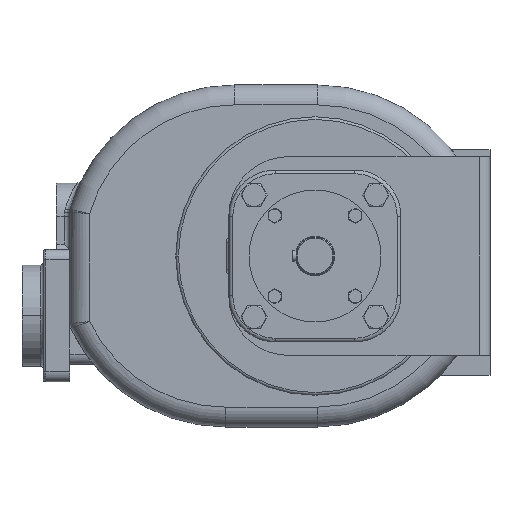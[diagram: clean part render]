
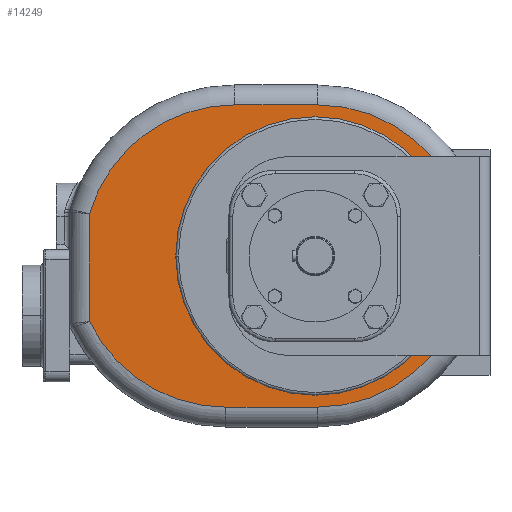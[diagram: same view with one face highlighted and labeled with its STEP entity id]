
A CAD part, left-side view. The second image highlights one B-rep face of the part: STEP entity #14249.
In plain terms, the highlighted planar face has unit normal (-1, 0, 0).
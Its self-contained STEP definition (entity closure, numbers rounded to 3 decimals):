
#1066=CARTESIAN_POINT('',(206.5,0.,0.));
#1067=DIRECTION('',(-1.,0.,0.));
#1068=DIRECTION('',(0.,0.,-1.));
#1069=AXIS2_PLACEMENT_3D('',#1066,#1067,#1068);
#1081=DIRECTION('',(0.,0.,-1.));
#1082=VECTOR('',#1081,81.441);
#1083=CARTESIAN_POINT('',(206.5,170.,32.012));
#1084=LINE('',#1083,#1082);
#1085=CARTESIAN_POINT('',(206.5,60.587,0.));
#1086=DIRECTION('',(-1.,0.,0.));
#1087=DIRECTION('',(0.,0.,1.));
#1088=AXIS2_PLACEMENT_3D('',#1085,#1086,#1087);
#1090=DIRECTION('',(0.,1.,0.));
#1091=VECTOR('',#1090,62.587);
#1092=CARTESIAN_POINT('',(206.5,-2.,114.));
#1093=LINE('',#1092,#1091);
#1094=CARTESIAN_POINT('',(206.5,-2.,0.));
#1095=DIRECTION('',(-1.,0.,0.));
#1096=DIRECTION('',(0.,0.,-1.));
#1097=AXIS2_PLACEMENT_3D('',#1094,#1095,#1096);
#1099=DIRECTION('',(0.,-1.,0.));
#1100=VECTOR('',#1099,69.273);
#1101=CARTESIAN_POINT('',(206.5,67.273,-114.));
#1102=LINE('',#1101,#1100);
#1103=CARTESIAN_POINT('',(206.5,67.273,0.));
#1104=DIRECTION('',(-1.,0.,0.));
#1105=DIRECTION('',(0.,0.901,-0.434));
#1106=AXIS2_PLACEMENT_3D('',#1103,#1104,#1105);
#3967=CARTESIAN_POINT('',(206.5,0.,0.));
#3968=DIRECTION('',(-1.,0.,0.));
#3969=DIRECTION('',(0.,0.,1.));
#3970=AXIS2_PLACEMENT_3D('',#3967,#3968,#3969);
#13264=CARTESIAN_POINT('',(206.5,170.,32.012));
#13265=CARTESIAN_POINT('',(206.5,170.,-49.428));
#13266=VERTEX_POINT('',#13264);
#13267=VERTEX_POINT('',#13265);
#13268=CARTESIAN_POINT('',(206.5,67.273,-114.));
#13269=VERTEX_POINT('',#13268);
#13274=CARTESIAN_POINT('',(206.5,-2.,-114.));
#13275=VERTEX_POINT('',#13274);
#13278=CARTESIAN_POINT('',(206.5,-2.,114.));
#13279=VERTEX_POINT('',#13278);
#13282=CARTESIAN_POINT('',(206.5,60.587,114.));
#13283=VERTEX_POINT('',#13282);
#13375=CARTESIAN_POINT('',(206.5,0.,-105.));
#13376=CARTESIAN_POINT('',(206.5,0.,105.));
#13377=VERTEX_POINT('',#13375);
#13378=VERTEX_POINT('',#13376);
#14225=CARTESIAN_POINT('',(206.5,0.,0.));
#14226=DIRECTION('',(1.,0.,0.));
#14227=DIRECTION('',(0.,0.,1.));
#14228=AXIS2_PLACEMENT_3D('',#14225,#14226,#14227);
#14229=PLANE('',#14228);
#14231=ORIENTED_EDGE('',*,*,#14230,.F.);
#14233=ORIENTED_EDGE('',*,*,#14232,.F.);
#14235=ORIENTED_EDGE('',*,*,#14234,.F.);
#14237=ORIENTED_EDGE('',*,*,#14236,.F.);
#14239=ORIENTED_EDGE('',*,*,#14238,.F.);
#14241=ORIENTED_EDGE('',*,*,#14240,.F.);
#14242=EDGE_LOOP('',(#14231,#14233,#14235,#14237,#14239,#14241));
#14243=FACE_OUTER_BOUND('',#14242,.F.);
#14244=ORIENTED_EDGE('',*,*,#14207,.T.);
#14246=ORIENTED_EDGE('',*,*,#14245,.T.);
#14247=EDGE_LOOP('',(#14244,#14246));
#14248=FACE_BOUND('',#14247,.F.);
#14249=ADVANCED_FACE('',(#14243,#14248),#14229,.F.);
#1070=CIRCLE('',#1069,105.);
#1089=CIRCLE('',#1088,114.);
#1098=CIRCLE('',#1097,114.);
#1107=CIRCLE('',#1106,114.);
#3971=CIRCLE('',#3970,105.);
#14207=EDGE_CURVE('',#13377,#13378,#1070,.T.);
#14230=EDGE_CURVE('',#13266,#13267,#1084,.T.);
#14232=EDGE_CURVE('',#13283,#13266,#1089,.T.);
#14234=EDGE_CURVE('',#13279,#13283,#1093,.T.);
#14236=EDGE_CURVE('',#13275,#13279,#1098,.T.);
#14238=EDGE_CURVE('',#13269,#13275,#1102,.T.);
#14240=EDGE_CURVE('',#13267,#13269,#1107,.T.);
#14245=EDGE_CURVE('',#13378,#13377,#3971,.T.);
